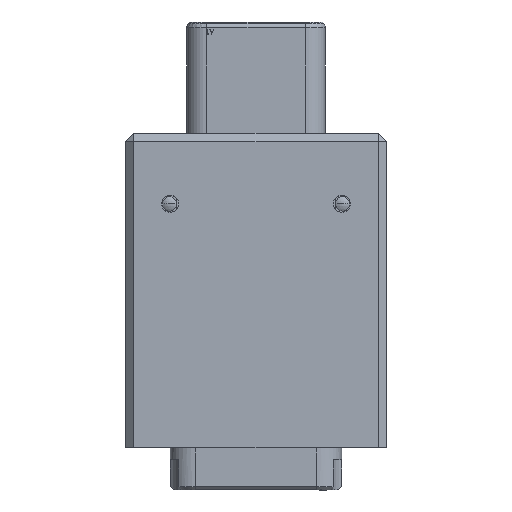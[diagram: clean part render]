
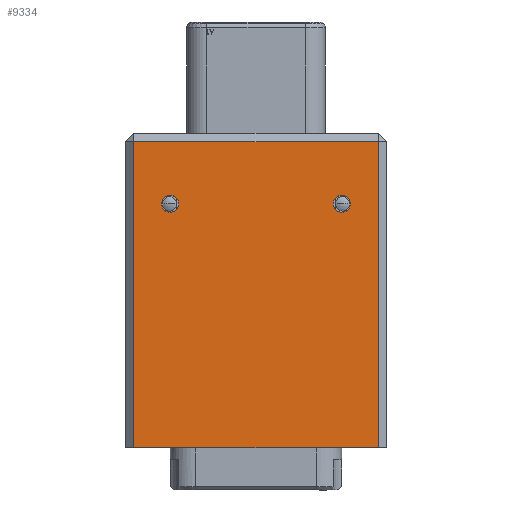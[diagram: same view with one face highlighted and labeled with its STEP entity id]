
A CAD part, front view. The second image highlights one B-rep face of the part: STEP entity #9334.
In plain terms, the highlighted planar face has unit normal (0, -1, 0).
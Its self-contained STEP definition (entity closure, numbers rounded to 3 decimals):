
#364 = VERTEX_POINT ( 'NONE', #15710 ) ;
#757 = CIRCLE ( 'NONE', #11725, 0.5 ) ;
#758 = CARTESIAN_POINT ( 'NONE',  ( -5.1, -3.75, 16.8 ) ) ;
#909 = EDGE_LOOP ( 'NONE', ( #3778, #15394 ) ) ;
#1064 = EDGE_CURVE ( 'Defeature ausgef�hrt2_7+Defeature ausgef�hrt2_11+Defeature ausgef�hrt2_3+Defeature ausgef�hrt2_16', #14019, #13795, #8369, .T. ) ;
#1185 = ORIENTED_EDGE ( 'NONE', *, *, #2430, .F. ) ;
#1662 = AXIS2_PLACEMENT_3D ( 'NONE', #8779, #14284, #4494 ) ;
#2416 = DIRECTION ( 'NONE',  ( 0., 0., -1. ) ) ;
#2430 = EDGE_CURVE ( 'Defeature ausgef�hrt2_445+Defeature ausgef�hrt2_7+Defeature ausgef�hrt2_7+Defeature ausgef�hrt2_7', #16960, #364, #11373, .T. ) ;
#2467 = EDGE_CURVE ( 'Defeature ausgef�hrt2_7+Defeature ausgef�hrt2_17+Defeature ausgef�hrt2_16+Defeature ausgef�hrt2_3', #18016, #2713, #5830, .T. ) ;
#2713 = VERTEX_POINT ( 'NONE', #17079 ) ;
#3778 = ORIENTED_EDGE ( 'NONE', *, *, #5859, .F. ) ;
#3950 = LINE ( 'NONE', #5676, #13901 ) ;
#4405 = ORIENTED_EDGE ( 'NONE', *, *, #14901, .F. ) ;
#4415 = LINE ( 'NONE', #5562, #4857 ) ;
#4494 = DIRECTION ( 'NONE',  ( 0., 0., -1. ) ) ;
#4857 = VECTOR ( 'NONE', #15505, 1000. ) ;
#5025 = DIRECTION ( 'NONE',  ( 0., 0., -1. ) ) ;
#5124 = EDGE_CURVE ( 'Defeature ausgef�hrt2_451+Defeature ausgef�hrt2_7+Defeature ausgef�hrt2_7+Defeature ausgef�hrt2_7', #12452, #14229, #757, .T. ) ;
#5467 = ORIENTED_EDGE ( 'NONE', *, *, #1064, .T. ) ;
#5562 = CARTESIAN_POINT ( 'NONE',  ( -7.75, -3.75, 1.8 ) ) ;
#5676 = CARTESIAN_POINT ( 'NONE',  ( -7.75, -3.75, 20. ) ) ;
#5686 = CARTESIAN_POINT ( 'NONE',  ( -5.1, -3.75, 15.8 ) ) ;
#5740 = DIRECTION ( 'NONE',  ( -1., 0., 0. ) ) ;
#5830 = LINE ( 'NONE', #6644, #6277 ) ;
#5859 = EDGE_CURVE ( 'Defeature ausgef�hrt2_451+Defeature ausgef�hrt2_7+Defeature ausgef�hrt2_7+Defeature ausgef�hrt2_7', #14229, #12452, #14506, .T. ) ;
#6057 = DIRECTION ( 'NONE',  ( 0., 0., 1. ) ) ;
#6154 = ORIENTED_EDGE ( 'NONE', *, *, #2467, .T. ) ;
#6277 = VECTOR ( 'NONE', #2416, 1000. ) ;
#6451 = AXIS2_PLACEMENT_3D ( 'NONE', #13714, #9685, #18146 ) ;
#6644 = CARTESIAN_POINT ( 'NONE',  ( -7.25, -3.75, 20.5 ) ) ;
#6979 = FACE_OUTER_BOUND ( 'NONE', #17095, .T. ) ;
#7201 = FACE_BOUND ( 'NONE', #909, .T. ) ;
#7225 = EDGE_LOOP ( 'NONE', ( #4405, #1185 ) ) ;
#8033 = ORIENTED_EDGE ( 'NONE', *, *, #15786, .T. ) ;
#8369 = LINE ( 'NONE', #8920, #9029 ) ;
#8641 = CARTESIAN_POINT ( 'NONE',  ( -7.25, -3.75, 20. ) ) ;
#8779 = CARTESIAN_POINT ( 'NONE',  ( 5.1, -3.75, 16.3 ) ) ;
#8920 = CARTESIAN_POINT ( 'NONE',  ( 7.25, -3.75, 20.5 ) ) ;
#9029 = VECTOR ( 'NONE', #6057, 1000. ) ;
#9334 = ADVANCED_FACE ( 'Defeature ausgef�hrt2_7', ( #7201, #14736, #6979 ), #10730, .F. ) ;
#9526 = DIRECTION ( 'NONE',  ( 0., 0., -1. ) ) ;
#9565 = CIRCLE ( 'NONE', #1662, 0.5 ) ;
#9647 = DIRECTION ( 'NONE',  ( 0., -1., 0. ) ) ;
#9685 = DIRECTION ( 'NONE',  ( 0., 1., 0. ) ) ;
#9689 = CARTESIAN_POINT ( 'NONE',  ( 5.1, -3.75, 16.8 ) ) ;
#10730 = PLANE ( 'NONE',  #6451 ) ;
#11373 = CIRCLE ( 'NONE', #11693, 0.5 ) ;
#11631 = DIRECTION ( 'NONE',  ( 0., 0., -1. ) ) ;
#11647 = EDGE_CURVE ( 'Defeature ausgef�hrt2_7+Defeature ausgef�hrt2_16+Defeature ausgef�hrt2_11+Defeature ausgef�hrt2_17', #13795, #18016, #3950, .T. ) ;
#11693 = AXIS2_PLACEMENT_3D ( 'NONE', #18013, #13703, #5025 ) ;
#11725 = AXIS2_PLACEMENT_3D ( 'NONE', #15101, #9647, #9526 ) ;
#12452 = VERTEX_POINT ( 'NONE', #758 ) ;
#13703 = DIRECTION ( 'NONE',  ( 0., -1., 0. ) ) ;
#13714 = CARTESIAN_POINT ( 'NONE',  ( -7.75, -3.75, 20.5 ) ) ;
#13795 = VERTEX_POINT ( 'NONE', #16271 ) ;
#13901 = VECTOR ( 'NONE', #5740, 1000. ) ;
#14019 = VERTEX_POINT ( 'NONE', #18126 ) ;
#14229 = VERTEX_POINT ( 'NONE', #5686 ) ;
#14240 = AXIS2_PLACEMENT_3D ( 'NONE', #17275, #18379, #11631 ) ;
#14284 = DIRECTION ( 'NONE',  ( 0., -1., 0. ) ) ;
#14506 = CIRCLE ( 'NONE', #14240, 0.5 ) ;
#14736 = FACE_BOUND ( 'NONE', #7225, .T. ) ;
#14901 = EDGE_CURVE ( 'Defeature ausgef�hrt2_445+Defeature ausgef�hrt2_7+Defeature ausgef�hrt2_7+Defeature ausgef�hrt2_7', #364, #16960, #9565, .T. ) ;
#15101 = CARTESIAN_POINT ( 'NONE',  ( -5.1, -3.75, 16.3 ) ) ;
#15394 = ORIENTED_EDGE ( 'NONE', *, *, #5124, .F. ) ;
#15505 = DIRECTION ( 'NONE',  ( 1., 0., 0. ) ) ;
#15710 = CARTESIAN_POINT ( 'NONE',  ( 5.1, -3.75, 15.8 ) ) ;
#15786 = EDGE_CURVE ( 'Defeature ausgef�hrt2_7+Defeature ausgef�hrt2_3+Defeature ausgef�hrt2_17+Defeature ausgef�hrt2_11', #2713, #14019, #4415, .T. ) ;
#16271 = CARTESIAN_POINT ( 'NONE',  ( 7.25, -3.75, 20. ) ) ;
#16960 = VERTEX_POINT ( 'NONE', #9689 ) ;
#17061 = ORIENTED_EDGE ( 'NONE', *, *, #11647, .T. ) ;
#17079 = CARTESIAN_POINT ( 'NONE',  ( -7.25, -3.75, 1.8 ) ) ;
#17095 = EDGE_LOOP ( 'NONE', ( #8033, #5467, #17061, #6154 ) ) ;
#17275 = CARTESIAN_POINT ( 'NONE',  ( -5.1, -3.75, 16.3 ) ) ;
#18013 = CARTESIAN_POINT ( 'NONE',  ( 5.1, -3.75, 16.3 ) ) ;
#18016 = VERTEX_POINT ( 'NONE', #8641 ) ;
#18126 = CARTESIAN_POINT ( 'NONE',  ( 7.25, -3.75, 1.8 ) ) ;
#18146 = DIRECTION ( 'NONE',  ( 0., 0., 1. ) ) ;
#18379 = DIRECTION ( 'NONE',  ( 0., -1., 0. ) ) ;
